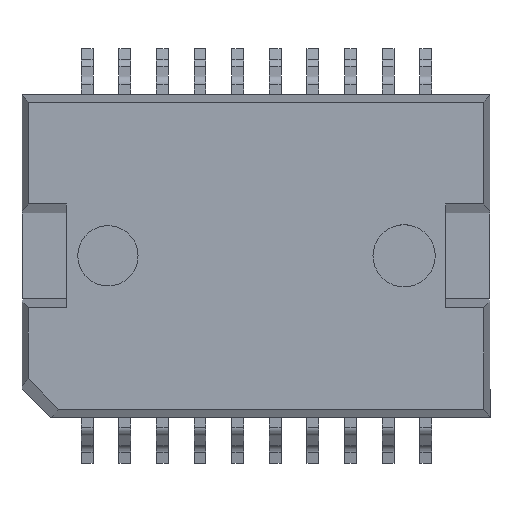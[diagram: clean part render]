
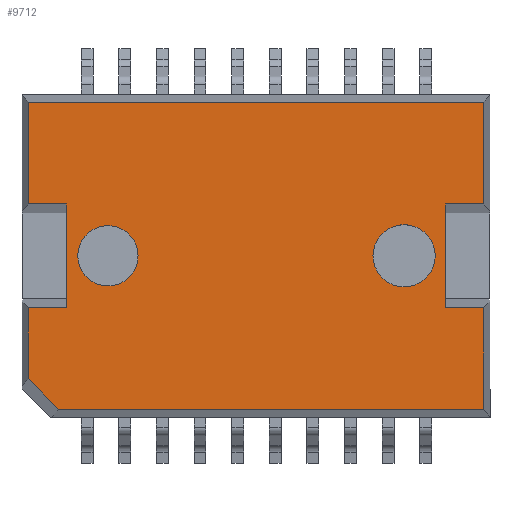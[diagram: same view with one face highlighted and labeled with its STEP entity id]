
A CAD part, top view. The second image highlights one B-rep face of the part: STEP entity #9712.
In plain terms, the highlighted planar face has unit normal (0, 0, 1).
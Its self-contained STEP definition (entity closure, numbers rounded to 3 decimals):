
#14 = VERTEX_POINT ( 'NONE', #10212 ) ;
#25 = ORIENTED_EDGE ( 'NONE', *, *, #6205, .F. ) ;
#127 = EDGE_CURVE ( 'NONE', #6344, #4401, #2363, .T. ) ;
#230 = CIRCLE ( 'NONE', #8991, 1.051 ) ;
#304 = VERTEX_POINT ( 'NONE', #9129 ) ;
#369 = DIRECTION ( 'NONE',  ( 0., -1., 0. ) ) ;
#380 = LINE ( 'NONE', #1402, #6572 ) ;
#544 = DIRECTION ( 'NONE',  ( -1., 0., 0. ) ) ;
#736 = CARTESIAN_POINT ( 'NONE',  ( 0.211, 5.186, -1.392 ) ) ;
#749 = CIRCLE ( 'NONE', #2485, 1.018 ) ;
#855 = CARTESIAN_POINT ( 'NONE',  ( 2.9, 0., -1.392 ) ) ;
#861 = ORIENTED_EDGE ( 'NONE', *, *, #6270, .F. ) ;
#966 = EDGE_CURVE ( 'NONE', #10183, #1322, #9506, .T. ) ;
#977 = CARTESIAN_POINT ( 'NONE',  ( 1.882, 0., -1.392 ) ) ;
#1092 = CARTESIAN_POINT ( 'NONE',  ( 12.9, 0., -1.392 ) ) ;
#1124 = VERTEX_POINT ( 'NONE', #7169 ) ;
#1130 = CARTESIAN_POINT ( 'NONE',  ( 15.589, -5.186, -1.392 ) ) ;
#1175 = VECTOR ( 'NONE', #7664, 1000. ) ;
#1280 = CARTESIAN_POINT ( 'NONE',  ( 0.211, -1.75, -1.392 ) ) ;
#1292 = DIRECTION ( 'NONE',  ( 0., 0., -1. ) ) ;
#1322 = VERTEX_POINT ( 'NONE', #7483 ) ;
#1391 = EDGE_CURVE ( 'NONE', #2114, #14, #2576, .T. ) ;
#1402 = CARTESIAN_POINT ( 'NONE',  ( 14.3, 1.45, -1.392 ) ) ;
#1510 = VERTEX_POINT ( 'NONE', #2808 ) ;
#1550 = VERTEX_POINT ( 'NONE', #7024 ) ;
#1692 = CARTESIAN_POINT ( 'NONE',  ( 14.3, 1.75, -1.392 ) ) ;
#1755 = EDGE_CURVE ( 'NONE', #4401, #6344, #749, .T. ) ;
#1777 = LINE ( 'NONE', #1130, #5438 ) ;
#1818 = ORIENTED_EDGE ( 'NONE', *, *, #10238, .T. ) ;
#1983 = CARTESIAN_POINT ( 'NONE',  ( 1.5, 1.45, -1.392 ) ) ;
#2039 = VECTOR ( 'NONE', #2904, 1000. ) ;
#2052 = VERTEX_POINT ( 'NONE', #10058 ) ;
#2114 = VERTEX_POINT ( 'NONE', #2981 ) ;
#2129 = CARTESIAN_POINT ( 'NONE',  ( 0., -1.75, -1.392 ) ) ;
#2139 = DIRECTION ( 'NONE',  ( -1., 0., 0. ) ) ;
#2239 = DIRECTION ( 'NONE',  ( 0., 0., 1. ) ) ;
#2310 = DIRECTION ( 'NONE',  ( 0., -1., 0. ) ) ;
#2363 = CIRCLE ( 'NONE', #6272, 1.018 ) ;
#2389 = EDGE_LOOP ( 'NONE', ( #3902, #25 ) ) ;
#2392 = VERTEX_POINT ( 'NONE', #1692 ) ;
#2451 = ORIENTED_EDGE ( 'NONE', *, *, #5307, .F. ) ;
#2485 = AXIS2_PLACEMENT_3D ( 'NONE', #3230, #8787, #7191 ) ;
#2486 = DIRECTION ( 'NONE',  ( 0., -1., 0. ) ) ;
#2526 = EDGE_CURVE ( 'NONE', #3559, #10183, #6433, .T. ) ;
#2576 = LINE ( 'NONE', #4266, #5015 ) ;
#2625 = VERTEX_POINT ( 'NONE', #736 ) ;
#2703 = EDGE_LOOP ( 'NONE', ( #5733, #9261, #8249, #9222, #4180, #861, #5391, #7457, #2451, #1818, #6128, #6262, #2989 ) ) ;
#2797 = FACE_BOUND ( 'NONE', #6252, .T. ) ;
#2808 = CARTESIAN_POINT ( 'NONE',  ( 15.589, -1.75, -1.392 ) ) ;
#2862 = DIRECTION ( 'NONE',  ( 0., 1., 0. ) ) ;
#2904 = DIRECTION ( 'NONE',  ( 1., 0., 0. ) ) ;
#2912 = CARTESIAN_POINT ( 'NONE',  ( 0., -5.186, -1.392 ) ) ;
#2950 = PLANE ( 'NONE',  #6312 ) ;
#2981 = CARTESIAN_POINT ( 'NONE',  ( 15.589, -5.186, -1.392 ) ) ;
#2989 = ORIENTED_EDGE ( 'NONE', *, *, #6852, .F. ) ;
#3230 = CARTESIAN_POINT ( 'NONE',  ( 2.9, 0., -1.392 ) ) ;
#3274 = CARTESIAN_POINT ( 'NONE',  ( 1.5, 1.75, -1.392 ) ) ;
#3374 = ORIENTED_EDGE ( 'NONE', *, *, #127, .F. ) ;
#3469 = DIRECTION ( 'NONE',  ( 0., -1., 0. ) ) ;
#3536 = LINE ( 'NONE', #1983, #6426 ) ;
#3559 = VERTEX_POINT ( 'NONE', #7205 ) ;
#3601 = CARTESIAN_POINT ( 'NONE',  ( 0., -1.75, -1.392 ) ) ;
#3636 = CARTESIAN_POINT ( 'NONE',  ( 0.211, -5.186, -1.392 ) ) ;
#3902 = ORIENTED_EDGE ( 'NONE', *, *, #9736, .F. ) ;
#3936 = LINE ( 'NONE', #2129, #2039 ) ;
#4022 = EDGE_CURVE ( 'NONE', #2392, #1550, #380, .T. ) ;
#4180 = ORIENTED_EDGE ( 'NONE', *, *, #8647, .F. ) ;
#4181 = VERTEX_POINT ( 'NONE', #3274 ) ;
#4184 = VECTOR ( 'NONE', #2862, 1000. ) ;
#4266 = CARTESIAN_POINT ( 'NONE',  ( 0., -5.186, -1.392 ) ) ;
#4273 = CARTESIAN_POINT ( 'NONE',  ( 0., 5.186, -1.392 ) ) ;
#4300 = DIRECTION ( 'NONE',  ( 1., 0., 0. ) ) ;
#4374 = EDGE_CURVE ( 'NONE', #2625, #6425, #7824, .T. ) ;
#4401 = VERTEX_POINT ( 'NONE', #977 ) ;
#4556 = FACE_OUTER_BOUND ( 'NONE', #2703, .T. ) ;
#5015 = VECTOR ( 'NONE', #8282, 1000. ) ;
#5035 = ORIENTED_EDGE ( 'NONE', *, *, #1755, .F. ) ;
#5084 = DIRECTION ( 'NONE',  ( 0., 0., 1. ) ) ;
#5254 = VECTOR ( 'NONE', #6721, 1000. ) ;
#5307 = EDGE_CURVE ( 'NONE', #4181, #8552, #9594, .T. ) ;
#5346 = VECTOR ( 'NONE', #7743, 1000. ) ;
#5391 = ORIENTED_EDGE ( 'NONE', *, *, #4374, .F. ) ;
#5438 = VECTOR ( 'NONE', #3469, 1000. ) ;
#5730 = VECTOR ( 'NONE', #544, 1000. ) ;
#5733 = ORIENTED_EDGE ( 'NONE', *, *, #1391, .F. ) ;
#5878 = CARTESIAN_POINT ( 'NONE',  ( 1.296, -5.263, -1.392 ) ) ;
#5950 = VECTOR ( 'NONE', #10373, 1000. ) ;
#6108 = CARTESIAN_POINT ( 'NONE',  ( 12.9, 0., -1.392 ) ) ;
#6128 = ORIENTED_EDGE ( 'NONE', *, *, #966, .F. ) ;
#6163 = CARTESIAN_POINT ( 'NONE',  ( 15.589, 5.186, -1.392 ) ) ;
#6205 = EDGE_CURVE ( 'NONE', #2052, #304, #230, .T. ) ;
#6252 = EDGE_LOOP ( 'NONE', ( #3374, #5035 ) ) ;
#6262 = ORIENTED_EDGE ( 'NONE', *, *, #2526, .F. ) ;
#6270 = EDGE_CURVE ( 'NONE', #6425, #1124, #1777, .T. ) ;
#6272 = AXIS2_PLACEMENT_3D ( 'NONE', #855, #7332, #8147 ) ;
#6291 = CARTESIAN_POINT ( 'NONE',  ( 0., 1.75, -1.392 ) ) ;
#6312 = AXIS2_PLACEMENT_3D ( 'NONE', #2912, #1292, #2139 ) ;
#6344 = VERTEX_POINT ( 'NONE', #10130 ) ;
#6373 = CARTESIAN_POINT ( 'NONE',  ( 0., 1.75, -1.392 ) ) ;
#6391 = EDGE_CURVE ( 'NONE', #1550, #1510, #3936, .T. ) ;
#6425 = VERTEX_POINT ( 'NONE', #6163 ) ;
#6426 = VECTOR ( 'NONE', #369, 1000. ) ;
#6433 = LINE ( 'NONE', #3636, #4184 ) ;
#6572 = VECTOR ( 'NONE', #2310, 1000. ) ;
#6617 = LINE ( 'NONE', #8051, #6871 ) ;
#6721 = DIRECTION ( 'NONE',  ( -0.696, 0.718, 0. ) ) ;
#6852 = EDGE_CURVE ( 'NONE', #14, #3559, #7388, .T. ) ;
#6871 = VECTOR ( 'NONE', #2486, 1000. ) ;
#6993 = EDGE_CURVE ( 'NONE', #1510, #2114, #6617, .T. ) ;
#7024 = CARTESIAN_POINT ( 'NONE',  ( 14.3, -1.75, -1.392 ) ) ;
#7169 = CARTESIAN_POINT ( 'NONE',  ( 15.589, 1.75, -1.392 ) ) ;
#7191 = DIRECTION ( 'NONE',  ( 1., 0., 0. ) ) ;
#7205 = CARTESIAN_POINT ( 'NONE',  ( 0.211, -4.145, -1.392 ) ) ;
#7332 = DIRECTION ( 'NONE',  ( 0., 0., 1. ) ) ;
#7388 = LINE ( 'NONE', #5878, #5254 ) ;
#7457 = ORIENTED_EDGE ( 'NONE', *, *, #8491, .F. ) ;
#7483 = CARTESIAN_POINT ( 'NONE',  ( 1.5, -1.75, -1.392 ) ) ;
#7664 = DIRECTION ( 'NONE',  ( 1., 0., 0. ) ) ;
#7696 = CIRCLE ( 'NONE', #8891, 1.051 ) ;
#7743 = DIRECTION ( 'NONE',  ( 0., 1., 0. ) ) ;
#7824 = LINE ( 'NONE', #4273, #9328 ) ;
#7861 = LINE ( 'NONE', #6291, #5730 ) ;
#8051 = CARTESIAN_POINT ( 'NONE',  ( 15.589, -5.186, -1.392 ) ) ;
#8147 = DIRECTION ( 'NONE',  ( 1., 0., 0. ) ) ;
#8193 = FACE_BOUND ( 'NONE', #2389, .T. ) ;
#8249 = ORIENTED_EDGE ( 'NONE', *, *, #6391, .F. ) ;
#8282 = DIRECTION ( 'NONE',  ( -1., 0., 0. ) ) ;
#8491 = EDGE_CURVE ( 'NONE', #8552, #2625, #10110, .T. ) ;
#8552 = VERTEX_POINT ( 'NONE', #9321 ) ;
#8647 = EDGE_CURVE ( 'NONE', #1124, #2392, #7861, .T. ) ;
#8787 = DIRECTION ( 'NONE',  ( 0., 0., 1. ) ) ;
#8891 = AXIS2_PLACEMENT_3D ( 'NONE', #6108, #2239, #10175 ) ;
#8991 = AXIS2_PLACEMENT_3D ( 'NONE', #1092, #5084, #9126 ) ;
#9126 = DIRECTION ( 'NONE',  ( 1., 0., 0. ) ) ;
#9129 = CARTESIAN_POINT ( 'NONE',  ( 13.951, 0., -1.392 ) ) ;
#9222 = ORIENTED_EDGE ( 'NONE', *, *, #4022, .F. ) ;
#9261 = ORIENTED_EDGE ( 'NONE', *, *, #6993, .F. ) ;
#9321 = CARTESIAN_POINT ( 'NONE',  ( 0.211, 1.75, -1.392 ) ) ;
#9328 = VECTOR ( 'NONE', #4300, 1000. ) ;
#9506 = LINE ( 'NONE', #3601, #1175 ) ;
#9594 = LINE ( 'NONE', #6373, #5950 ) ;
#9712 = ADVANCED_FACE ( 'NONE', ( #8193, #2797, #4556 ), #2950, .F. ) ;
#9736 = EDGE_CURVE ( 'NONE', #304, #2052, #7696, .T. ) ;
#10058 = CARTESIAN_POINT ( 'NONE',  ( 11.849, 0., -1.392 ) ) ;
#10091 = CARTESIAN_POINT ( 'NONE',  ( 0.211, -5.186, -1.392 ) ) ;
#10110 = LINE ( 'NONE', #10091, #5346 ) ;
#10130 = CARTESIAN_POINT ( 'NONE',  ( 3.918, 0., -1.392 ) ) ;
#10175 = DIRECTION ( 'NONE',  ( 1., 0., 0. ) ) ;
#10183 = VERTEX_POINT ( 'NONE', #1280 ) ;
#10212 = CARTESIAN_POINT ( 'NONE',  ( 1.22, -5.186, -1.392 ) ) ;
#10238 = EDGE_CURVE ( 'NONE', #4181, #1322, #3536, .T. ) ;
#10373 = DIRECTION ( 'NONE',  ( -1., 0., 0. ) ) ;
